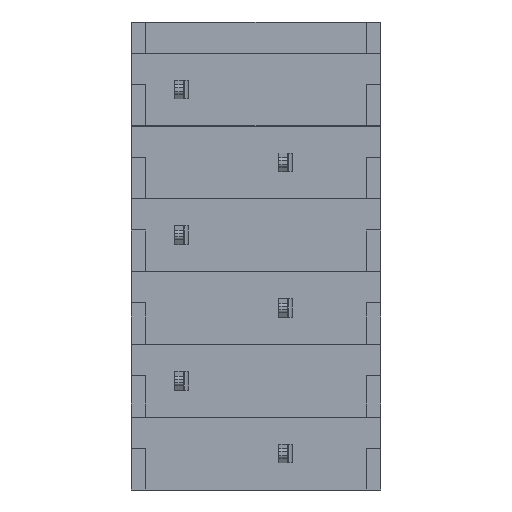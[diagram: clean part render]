
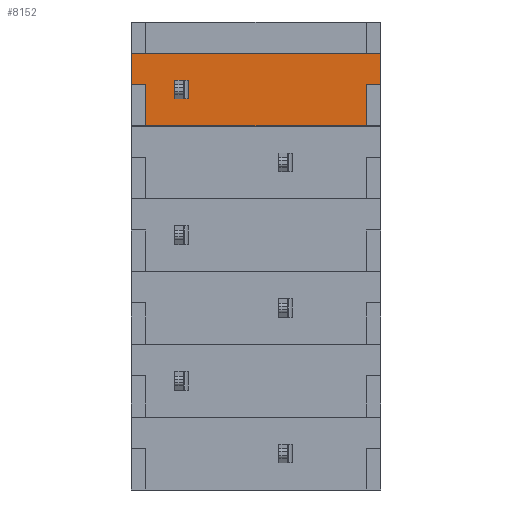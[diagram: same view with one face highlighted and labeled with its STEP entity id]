
A CAD part, front view. The second image highlights one B-rep face of the part: STEP entity #8152.
In plain terms, the highlighted planar face has unit normal (0, -1, 0).
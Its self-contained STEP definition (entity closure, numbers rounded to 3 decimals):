
#516 = FACE_OUTER_BOUND ( 'NONE', #4473, .T. ) ;
#821 = LINE ( 'NONE', #4033, #8956 ) ;
#957 = DIRECTION ( 'NONE',  ( -1., 0., 0. ) ) ;
#1130 = CARTESIAN_POINT ( 'NONE',  ( 11.3, 0.3, 0. ) ) ;
#1325 = DIRECTION ( 'NONE',  ( 1., 0., 0. ) ) ;
#1357 = DIRECTION ( 'NONE',  ( 1., 0., 0. ) ) ;
#1425 = DIRECTION ( 'NONE',  ( 0., -1., 0. ) ) ;
#1804 = VECTOR ( 'NONE', #14106, 1000. ) ;
#1969 = VECTOR ( 'NONE', #957, 1000. ) ;
#2094 = CARTESIAN_POINT ( 'NONE',  ( 0.7, 0.3, 2.2 ) ) ;
#2112 = VECTOR ( 'NONE', #2708, 1000. ) ;
#2189 = CARTESIAN_POINT ( 'NONE',  ( 2.1, 0.3, 1.3 ) ) ;
#2197 = LINE ( 'NONE', #1130, #4127 ) ;
#2439 = PLANE ( 'NONE',  #6692 ) ;
#2671 = ORIENTED_EDGE ( 'NONE', *, *, #7560, .T. ) ;
#2708 = DIRECTION ( 'NONE',  ( 0., 0., 1. ) ) ;
#2948 = LINE ( 'NONE', #13653, #11865 ) ;
#2974 = CARTESIAN_POINT ( 'NONE',  ( 0.7, 0.3, 0. ) ) ;
#3173 = VERTEX_POINT ( 'NONE', #11205 ) ;
#3359 = LINE ( 'NONE', #11141, #11339 ) ;
#3365 = DIRECTION ( 'NONE',  ( 0., 0., 1. ) ) ;
#3388 = CARTESIAN_POINT ( 'NONE',  ( 12., 0.3, 2. ) ) ;
#3606 = LINE ( 'NONE', #12428, #13810 ) ;
#3761 = VERTEX_POINT ( 'NONE', #11448 ) ;
#4033 = CARTESIAN_POINT ( 'NONE',  ( 12., 0.3, 0. ) ) ;
#4127 = VECTOR ( 'NONE', #3365, 1000. ) ;
#4262 = VECTOR ( 'NONE', #7804, 1000. ) ;
#4265 = VERTEX_POINT ( 'NONE', #5573 ) ;
#4473 = EDGE_LOOP ( 'NONE', ( #5542, #8215, #12137, #13674, #12955, #5682, #9330, #11365 ) ) ;
#4486 = EDGE_CURVE ( 'NONE', #8075, #13692, #11625, .T. ) ;
#4531 = EDGE_CURVE ( 'NONE', #3761, #5791, #6078, .T. ) ;
#4706 = LINE ( 'NONE', #5833, #10865 ) ;
#4949 = CARTESIAN_POINT ( 'NONE',  ( 2.1, 0.3, 2.2 ) ) ;
#5020 = LINE ( 'NONE', #2974, #10035 ) ;
#5427 = VERTEX_POINT ( 'NONE', #8366 ) ;
#5514 = EDGE_CURVE ( 'NONE', #6770, #6485, #2948, .T. ) ;
#5532 = CARTESIAN_POINT ( 'NONE',  ( 0., 0.3, 3.5 ) ) ;
#5542 = ORIENTED_EDGE ( 'NONE', *, *, #11474, .T. ) ;
#5573 = CARTESIAN_POINT ( 'NONE',  ( 12., 0.3, 3.5 ) ) ;
#5682 = ORIENTED_EDGE ( 'NONE', *, *, #10315, .F. ) ;
#5791 = VERTEX_POINT ( 'NONE', #5532 ) ;
#5833 = CARTESIAN_POINT ( 'NONE',  ( 2.5, 0.3, 0. ) ) ;
#5929 = EDGE_CURVE ( 'NONE', #3761, #3173, #6250, .T. ) ;
#6078 = LINE ( 'NONE', #7212, #4262 ) ;
#6090 = EDGE_CURVE ( 'NONE', #8075, #4265, #821, .T. ) ;
#6250 = LINE ( 'NONE', #11718, #13752 ) ;
#6316 = EDGE_CURVE ( 'NONE', #5427, #10285, #3606, .T. ) ;
#6485 = VERTEX_POINT ( 'NONE', #10471 ) ;
#6533 = CARTESIAN_POINT ( 'NONE',  ( 0.7, 0.3, 0. ) ) ;
#6692 = AXIS2_PLACEMENT_3D ( 'NONE', #11304, #1425, #1357 ) ;
#6770 = VERTEX_POINT ( 'NONE', #6533 ) ;
#7212 = CARTESIAN_POINT ( 'NONE',  ( 0., 0.3, 0. ) ) ;
#7314 = DIRECTION ( 'NONE',  ( 1., 0., 0. ) ) ;
#7358 = DIRECTION ( 'NONE',  ( 0., 0., 1. ) ) ;
#7560 = EDGE_CURVE ( 'NONE', #10285, #13027, #12539, .T. ) ;
#7804 = DIRECTION ( 'NONE',  ( 0., 0., 1. ) ) ;
#7815 = ORIENTED_EDGE ( 'NONE', *, *, #6316, .T. ) ;
#7933 = FACE_BOUND ( 'NONE', #12935, .T. ) ;
#8063 = CARTESIAN_POINT ( 'NONE',  ( 2.1, 0.3, 0. ) ) ;
#8075 = VERTEX_POINT ( 'NONE', #3388 ) ;
#8152 = ADVANCED_FACE ( 'NONE', ( #7933, #516 ), #2439, .T. ) ;
#8215 = ORIENTED_EDGE ( 'NONE', *, *, #5514, .T. ) ;
#8232 = ORIENTED_EDGE ( 'NONE', *, *, #10922, .T. ) ;
#8366 = CARTESIAN_POINT ( 'NONE',  ( 2.5, 0.3, 1.3 ) ) ;
#8956 = VECTOR ( 'NONE', #7358, 1000. ) ;
#9305 = CARTESIAN_POINT ( 'NONE',  ( 2.5, 0.3, 2.2 ) ) ;
#9330 = ORIENTED_EDGE ( 'NONE', *, *, #4531, .F. ) ;
#9400 = ORIENTED_EDGE ( 'NONE', *, *, #13163, .F. ) ;
#10035 = VECTOR ( 'NONE', #12802, 1000. ) ;
#10172 = DIRECTION ( 'NONE',  ( 0., 0., -1. ) ) ;
#10285 = VERTEX_POINT ( 'NONE', #2189 ) ;
#10315 = EDGE_CURVE ( 'NONE', #5791, #4265, #3359, .T. ) ;
#10471 = CARTESIAN_POINT ( 'NONE',  ( 11.3, 0.3, 0. ) ) ;
#10865 = VECTOR ( 'NONE', #10172, 1000. ) ;
#10922 = EDGE_CURVE ( 'NONE', #13495, #5427, #4706, .T. ) ;
#11141 = CARTESIAN_POINT ( 'NONE',  ( -0.2, 0.3, 3.5 ) ) ;
#11205 = CARTESIAN_POINT ( 'NONE',  ( 0.7, 0.3, 2. ) ) ;
#11303 = DIRECTION ( 'NONE',  ( 1., 0., 0. ) ) ;
#11304 = CARTESIAN_POINT ( 'NONE',  ( 0.7, 0.3, 0. ) ) ;
#11339 = VECTOR ( 'NONE', #1325, 1000. ) ;
#11365 = ORIENTED_EDGE ( 'NONE', *, *, #5929, .T. ) ;
#11448 = CARTESIAN_POINT ( 'NONE',  ( 0., 0.3, 2. ) ) ;
#11474 = EDGE_CURVE ( 'NONE', #3173, #6770, #5020, .T. ) ;
#11625 = LINE ( 'NONE', #11697, #1969 ) ;
#11697 = CARTESIAN_POINT ( 'NONE',  ( 0.7, 0.3, 2. ) ) ;
#11718 = CARTESIAN_POINT ( 'NONE',  ( 0.7, 0.3, 2. ) ) ;
#11865 = VECTOR ( 'NONE', #11303, 1000. ) ;
#12010 = CARTESIAN_POINT ( 'NONE',  ( 11.3, 0.3, 2. ) ) ;
#12137 = ORIENTED_EDGE ( 'NONE', *, *, #13484, .T. ) ;
#12428 = CARTESIAN_POINT ( 'NONE',  ( 0.7, 0.3, 1.3 ) ) ;
#12539 = LINE ( 'NONE', #8063, #2112 ) ;
#12802 = DIRECTION ( 'NONE',  ( 0., 0., -1. ) ) ;
#12935 = EDGE_LOOP ( 'NONE', ( #9400, #8232, #7815, #2671 ) ) ;
#12955 = ORIENTED_EDGE ( 'NONE', *, *, #6090, .T. ) ;
#13011 = LINE ( 'NONE', #2094, #1804 ) ;
#13027 = VERTEX_POINT ( 'NONE', #4949 ) ;
#13163 = EDGE_CURVE ( 'NONE', #13495, #13027, #13011, .T. ) ;
#13309 = DIRECTION ( 'NONE',  ( -1., 0., 0. ) ) ;
#13484 = EDGE_CURVE ( 'NONE', #6485, #13692, #2197, .T. ) ;
#13495 = VERTEX_POINT ( 'NONE', #9305 ) ;
#13653 = CARTESIAN_POINT ( 'NONE',  ( 11.704, 0.3, 0. ) ) ;
#13674 = ORIENTED_EDGE ( 'NONE', *, *, #4486, .F. ) ;
#13692 = VERTEX_POINT ( 'NONE', #12010 ) ;
#13752 = VECTOR ( 'NONE', #7314, 1000. ) ;
#13810 = VECTOR ( 'NONE', #13309, 1000. ) ;
#14106 = DIRECTION ( 'NONE',  ( -1., 0., 0. ) ) ;
